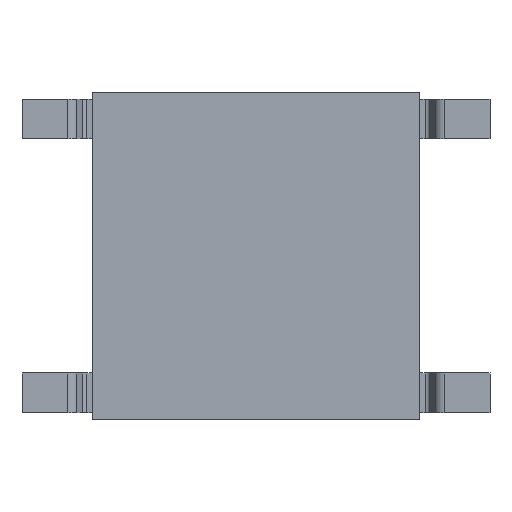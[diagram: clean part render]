
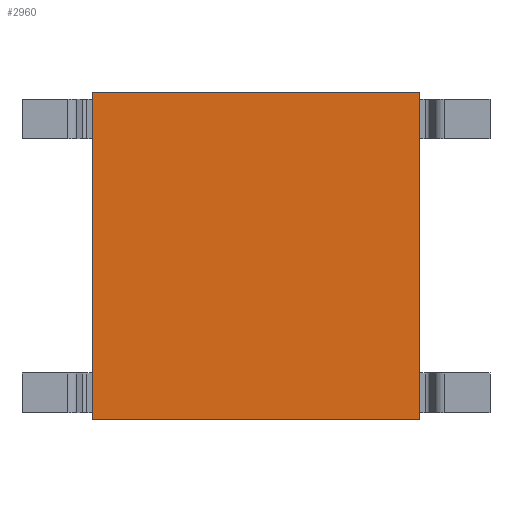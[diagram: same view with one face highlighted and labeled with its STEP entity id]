
A CAD part, front view. The second image highlights one B-rep face of the part: STEP entity #2960.
In plain terms, the highlighted planar face has unit normal (0, -1, 0).
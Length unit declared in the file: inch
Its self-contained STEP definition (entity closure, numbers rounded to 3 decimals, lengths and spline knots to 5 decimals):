
#56 = EDGE_CURVE ( 'NONE', #59, #267, #2758, .T. ) ;
#59 = VERTEX_POINT ( 'NONE', #489 ) ;
#267 = VERTEX_POINT ( 'NONE', #429 ) ;
#429 = CARTESIAN_POINT ( 'NONE',  ( 0.0825, 0., -0.0825 ) ) ;
#489 = CARTESIAN_POINT ( 'NONE',  ( 0.0825, 0., 0.0825 ) ) ;
#547 = FACE_OUTER_BOUND ( 'NONE', #1901, .T. ) ;
#587 = DIRECTION ( 'NONE',  ( 0., 0., 1. ) ) ;
#602 = LINE ( 'NONE', #3627, #1878 ) ;
#749 = VERTEX_POINT ( 'NONE', #2574 ) ;
#857 = CARTESIAN_POINT ( 'NONE',  ( -0.0825, 0., 0.0825 ) ) ;
#1041 = ORIENTED_EDGE ( 'NONE', *, *, #56, .F. ) ;
#1254 = VERTEX_POINT ( 'NONE', #1660 ) ;
#1408 = AXIS2_PLACEMENT_3D ( 'NONE', #2261, #1938, #3846 ) ;
#1585 = LINE ( 'NONE', #857, #1685 ) ;
#1660 = CARTESIAN_POINT ( 'NONE',  ( -0.0825, 0., 0.0825 ) ) ;
#1685 = VECTOR ( 'NONE', #3027, 39.37008 ) ;
#1762 = EDGE_CURVE ( 'NONE', #1254, #59, #1585, .T. ) ;
#1771 = DIRECTION ( 'NONE',  ( -1., 0., 0. ) ) ;
#1790 = CARTESIAN_POINT ( 'NONE',  ( -0.0825, 0., 0.0825 ) ) ;
#1813 = EDGE_CURVE ( 'NONE', #749, #1254, #3826, .T. ) ;
#1878 = VECTOR ( 'NONE', #1771, 39.37008 ) ;
#1901 = EDGE_LOOP ( 'NONE', ( #1041, #2871, #3845, #2571 ) ) ;
#1938 = DIRECTION ( 'NONE',  ( 0., -1., 0. ) ) ;
#2257 = EDGE_CURVE ( 'NONE', #267, #749, #602, .T. ) ;
#2261 = CARTESIAN_POINT ( 'NONE',  ( 0., 0., 0. ) ) ;
#2333 = CARTESIAN_POINT ( 'NONE',  ( 0.0825, 0., 0.0825 ) ) ;
#2457 = VECTOR ( 'NONE', #2892, 39.37008 ) ;
#2571 = ORIENTED_EDGE ( 'NONE', *, *, #2257, .F. ) ;
#2574 = CARTESIAN_POINT ( 'NONE',  ( -0.0825, 0., -0.0825 ) ) ;
#2758 = LINE ( 'NONE', #2333, #2457 ) ;
#2871 = ORIENTED_EDGE ( 'NONE', *, *, #1762, .F. ) ;
#2892 = DIRECTION ( 'NONE',  ( 0., 0., -1. ) ) ;
#2898 = VECTOR ( 'NONE', #587, 39.37008 ) ;
#2960 = ADVANCED_FACE ( 'NONE', ( #547 ), #3218, .T. ) ;
#3027 = DIRECTION ( 'NONE',  ( 1., 0., 0. ) ) ;
#3218 = PLANE ( 'NONE',  #1408 ) ;
#3627 = CARTESIAN_POINT ( 'NONE',  ( -0.0825, 0., -0.0825 ) ) ;
#3826 = LINE ( 'NONE', #1790, #2898 ) ;
#3845 = ORIENTED_EDGE ( 'NONE', *, *, #1813, .F. ) ;
#3846 = DIRECTION ( 'NONE',  ( 0., 0., -1. ) ) ;
